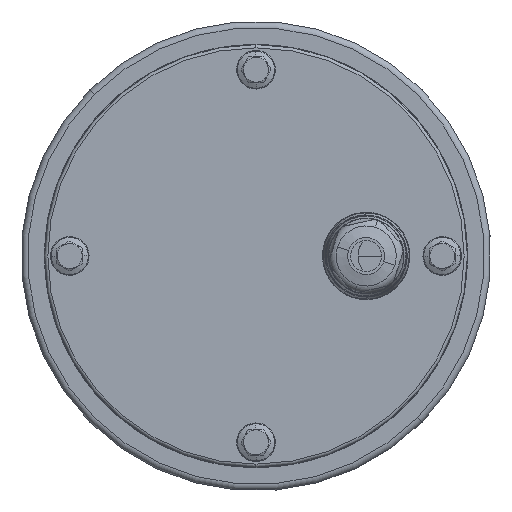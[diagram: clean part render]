
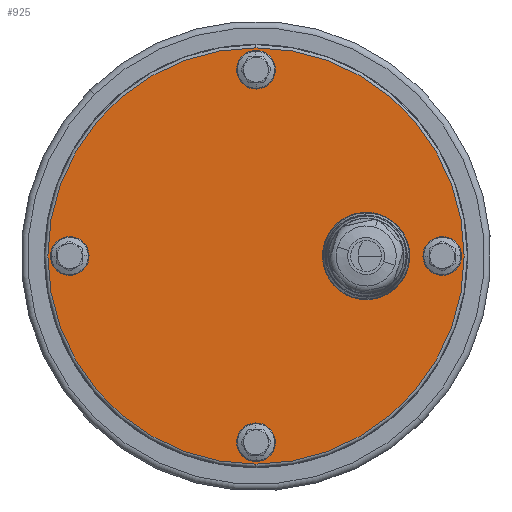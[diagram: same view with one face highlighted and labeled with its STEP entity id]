
A CAD part, left-side view. The second image highlights one B-rep face of the part: STEP entity #925.
In plain terms, the highlighted planar face has unit normal (-1, 0, 0).
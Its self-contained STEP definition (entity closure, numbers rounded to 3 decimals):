
#925=ADVANCED_FACE('',(#2169,#2170,#2171,#2172,#2173,#2174),#2175,.F.);
#2169=FACE_OUTER_BOUND('',#7290,.T.);
#2170=FACE_BOUND('',#7291,.T.);
#2171=FACE_BOUND('',#7292,.T.);
#2172=FACE_BOUND('',#7293,.T.);
#2173=FACE_BOUND('',#7294,.T.);
#2174=FACE_BOUND('',#7295,.T.);
#2175=PLANE('',#7296);
#7290=EDGE_LOOP('',(#11270,#11271));
#7291=EDGE_LOOP('',(#11272,#11273));
#7292=EDGE_LOOP('',(#11274,#11275));
#7293=EDGE_LOOP('',(#11276,#11277));
#7294=EDGE_LOOP('',(#11278,#11279));
#7295=EDGE_LOOP('',(#11280,#11281));
#7296=AXIS2_PLACEMENT_3D('',#11282,#11283,#11284);
#11270=ORIENTED_EDGE('',*,*,#13503,.T.);
#11271=ORIENTED_EDGE('',*,*,#13504,.T.);
#11272=ORIENTED_EDGE('',*,*,#13505,.F.);
#11273=ORIENTED_EDGE('',*,*,#13506,.F.);
#11274=ORIENTED_EDGE('',*,*,#13507,.F.);
#11275=ORIENTED_EDGE('',*,*,#13508,.F.);
#11276=ORIENTED_EDGE('',*,*,#13509,.F.);
#11277=ORIENTED_EDGE('',*,*,#13510,.F.);
#11278=ORIENTED_EDGE('',*,*,#13511,.F.);
#11279=ORIENTED_EDGE('',*,*,#13512,.F.);
#11280=ORIENTED_EDGE('',*,*,#13513,.T.);
#11281=ORIENTED_EDGE('',*,*,#13514,.T.);
#11282=CARTESIAN_POINT('',(-96.5,0.,0.));
#11283=DIRECTION('',(1.0,0.,0.));
#11284=DIRECTION('',(0.,1.0,0.));
#13503=EDGE_CURVE('',#15756,#15757,#15758,.T.);
#13504=EDGE_CURVE('',#15757,#15756,#15759,.T.);
#13505=EDGE_CURVE('',#15760,#15761,#15762,.T.);
#13506=EDGE_CURVE('',#15761,#15760,#15763,.T.);
#13507=EDGE_CURVE('',#15764,#15765,#15766,.T.);
#13508=EDGE_CURVE('',#15765,#15764,#15767,.T.);
#13509=EDGE_CURVE('',#15768,#15769,#15770,.T.);
#13510=EDGE_CURVE('',#15769,#15768,#15771,.T.);
#13511=EDGE_CURVE('',#15772,#15773,#15774,.T.);
#13512=EDGE_CURVE('',#15773,#15772,#15775,.T.);
#13513=EDGE_CURVE('',#15776,#15777,#15778,.T.);
#13514=EDGE_CURVE('',#15777,#15776,#15779,.T.);
#15756=VERTEX_POINT('',#22118);
#15757=VERTEX_POINT('',#22119);
#15758=CIRCLE('',#22120,64.25);
#15759=CIRCLE('',#22121,64.25);
#15760=VERTEX_POINT('',#22122);
#15761=VERTEX_POINT('',#22123);
#15762=CIRCLE('',#22124,4.75);
#15763=CIRCLE('',#22125,4.75);
#15764=VERTEX_POINT('',#22126);
#15765=VERTEX_POINT('',#22127);
#15766=CIRCLE('',#22128,4.75);
#15767=CIRCLE('',#22129,4.75);
#15768=VERTEX_POINT('',#22130);
#15769=VERTEX_POINT('',#22131);
#15770=CIRCLE('',#22132,4.75);
#15771=CIRCLE('',#22133,4.75);
#15772=VERTEX_POINT('',#22134);
#15773=VERTEX_POINT('',#22135);
#15774=CIRCLE('',#22136,4.75);
#15775=CIRCLE('',#22137,4.75);
#15776=VERTEX_POINT('',#22138);
#15777=VERTEX_POINT('',#22139);
#15778=CIRCLE('',#22140,7.45);
#15779=CIRCLE('',#22141,7.45);
#22118=CARTESIAN_POINT('',(-96.5,0.0,-64.25));
#22119=CARTESIAN_POINT('',(-96.5,0.,64.25));
#22120=AXIS2_PLACEMENT_3D('',#24909,#24910,#24911);
#22121=AXIS2_PLACEMENT_3D('',#24912,#24913,#24914);
#22122=CARTESIAN_POINT('',(-96.5,0.,-52.75));
#22123=CARTESIAN_POINT('',(-96.5,0.,-62.25));
#22124=AXIS2_PLACEMENT_3D('',#24915,#24916,#24917);
#22125=AXIS2_PLACEMENT_3D('',#24918,#24919,#24920);
#22126=CARTESIAN_POINT('',(-96.5,-57.5,4.75));
#22127=CARTESIAN_POINT('',(-96.5,-57.5,-4.75));
#22128=AXIS2_PLACEMENT_3D('',#24921,#24922,#24923);
#22129=AXIS2_PLACEMENT_3D('',#24924,#24925,#24926);
#22130=CARTESIAN_POINT('',(-96.5,0.,62.25));
#22131=CARTESIAN_POINT('',(-96.5,0.,52.75));
#22132=AXIS2_PLACEMENT_3D('',#24927,#24928,#24929);
#22133=AXIS2_PLACEMENT_3D('',#24930,#24931,#24932);
#22134=CARTESIAN_POINT('',(-96.5,57.5,4.75));
#22135=CARTESIAN_POINT('',(-96.5,57.5,-4.75));
#22136=AXIS2_PLACEMENT_3D('',#24933,#24934,#24935);
#22137=AXIS2_PLACEMENT_3D('',#24936,#24937,#24938);
#22138=CARTESIAN_POINT('',(-96.5,-34.0,7.45));
#22139=CARTESIAN_POINT('',(-96.5,-34.0,-7.45));
#22140=AXIS2_PLACEMENT_3D('',#24939,#24940,#24941);
#22141=AXIS2_PLACEMENT_3D('',#24942,#24943,#24944);
#24909=CARTESIAN_POINT('',(-96.5,0.,0.0));
#24910=DIRECTION('',(-1.0,0.,0.));
#24911=DIRECTION('',(0.,0.,-1.0));
#24912=CARTESIAN_POINT('',(-96.5,0.,0.0));
#24913=DIRECTION('',(-1.0,0.,0.));
#24914=DIRECTION('',(0.,0.,-1.0));
#24915=CARTESIAN_POINT('',(-96.5,0.,-57.5));
#24916=DIRECTION('',(-1.0,0.,0.));
#24917=DIRECTION('',(0.,1.0,0.));
#24918=CARTESIAN_POINT('',(-96.5,0.,-57.5));
#24919=DIRECTION('',(-1.0,0.,0.));
#24920=DIRECTION('',(0.,1.0,0.));
#24921=CARTESIAN_POINT('',(-96.5,-57.5,0.));
#24922=DIRECTION('',(-1.0,0.,-0.0));
#24923=DIRECTION('',(0.0,0.0,-1.0));
#24924=CARTESIAN_POINT('',(-96.5,-57.5,0.));
#24925=DIRECTION('',(-1.0,0.,-0.0));
#24926=DIRECTION('',(0.0,0.0,-1.0));
#24927=CARTESIAN_POINT('',(-96.5,0.,57.5));
#24928=DIRECTION('',(-1.0,0.,0.));
#24929=DIRECTION('',(0.0,-1.0,0.));
#24930=CARTESIAN_POINT('',(-96.5,0.,57.5));
#24931=DIRECTION('',(-1.0,0.,0.));
#24932=DIRECTION('',(0.0,-1.0,0.));
#24933=CARTESIAN_POINT('',(-96.5,57.5,0.));
#24934=DIRECTION('',(-1.0,0.,0.0));
#24935=DIRECTION('',(0.0,0.0,1.0));
#24936=CARTESIAN_POINT('',(-96.5,57.5,0.));
#24937=DIRECTION('',(-1.0,0.,0.0));
#24938=DIRECTION('',(0.0,0.0,1.0));
#24939=CARTESIAN_POINT('',(-96.5,-34.0,0.));
#24940=DIRECTION('',(1.0,0.,0.0));
#24941=DIRECTION('',(0.0,0.0,-1.0));
#24942=CARTESIAN_POINT('',(-96.5,-34.0,0.));
#24943=DIRECTION('',(1.0,0.,0.0));
#24944=DIRECTION('',(0.0,0.0,-1.0));
